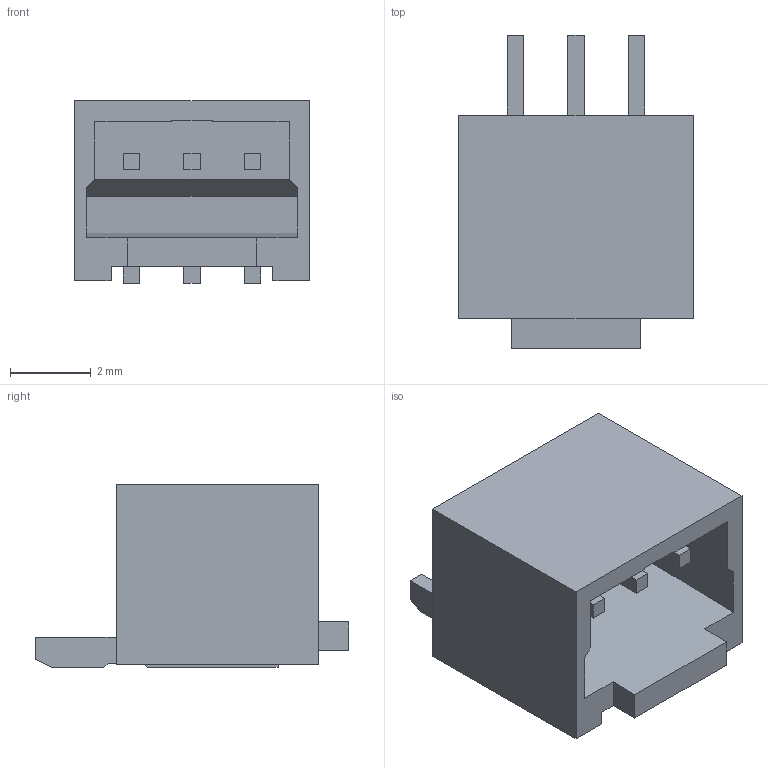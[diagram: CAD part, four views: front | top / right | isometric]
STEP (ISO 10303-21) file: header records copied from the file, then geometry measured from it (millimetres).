
FILE_DESCRIPTION(('STEP AP242'),'1');
FILE_NAME('0874380343.stp','2025-05-12T17:29:51',('TraceParts'),('TraceParts S.A.'),'Spatial InterOp 3D',' ',' ');
FILE_SCHEMA(('AP242_MANAGED_MODEL_BASED_3D_ENGINEERING_MIM_LF {1 0 10303 442 1 1 4}'));
Length unit declared in the file: millimetre
Products named in the file (1): 0874380343
Bounding box: 5.8 x 7.75 x 4.52 mm (x, y, z)
Volume: 79.2 mm3; surface area: 255.1 mm2
Topology: 1 solids, 1 shells, 78 faces, 217 edges, 144 vertices
Faces by surface type: plane 78
Entity records: 2470 total; most frequent: CARTESIAN_POINT 440, ORIENTED_EDGE 434, DIRECTION 375, EDGE_CURVE 217, LINE 217, VECTOR 217, VERTEX_POINT 144, EDGE_LOOP 81
